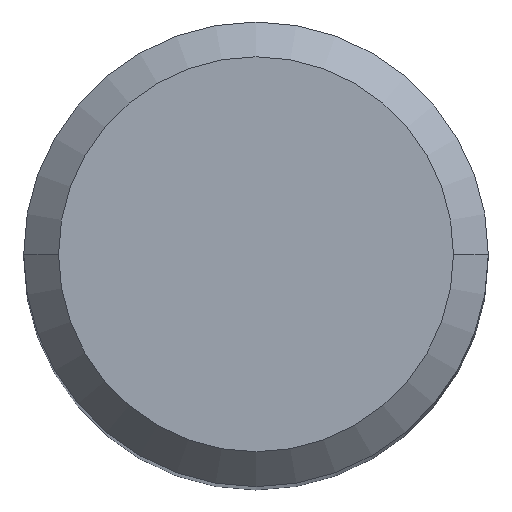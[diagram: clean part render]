
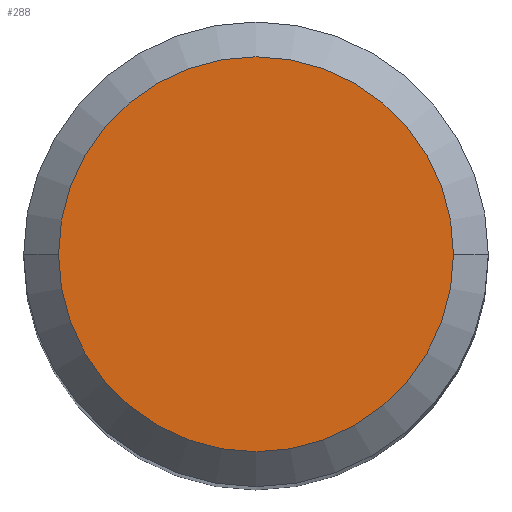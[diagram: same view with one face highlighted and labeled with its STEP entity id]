
A CAD part, top view. The second image highlights one B-rep face of the part: STEP entity #288.
In plain terms, the highlighted planar face has unit normal (0, 0, 1).
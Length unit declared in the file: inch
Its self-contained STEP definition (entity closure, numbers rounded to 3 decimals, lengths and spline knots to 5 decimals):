
#63 = CARTESIAN_POINT ( 'NONE',  ( 0., 0., 0. ) ) ;
#84 = ORIENTED_EDGE ( 'NONE', *, *, #128, .T. ) ;
#128 = EDGE_CURVE ( 'NONE', #214, #315, #284, .T. ) ;
#182 = CARTESIAN_POINT ( 'NONE',  ( 0., 0., 0. ) ) ;
#214 = VERTEX_POINT ( 'NONE', #273 ) ;
#235 = PLANE ( 'NONE',  #491 ) ;
#238 = AXIS2_PLACEMENT_3D ( 'NONE', #63, #399, #370 ) ;
#267 = DIRECTION ( 'NONE',  ( 0., 0., -1. ) ) ;
#269 = CIRCLE ( 'NONE', #340, 0.15937 ) ;
#271 = DIRECTION ( 'NONE',  ( -1., 0., 0. ) ) ;
#273 = CARTESIAN_POINT ( 'NONE',  ( 0.15937, 0., 0. ) ) ;
#282 = DIRECTION ( 'NONE',  ( 0., 0., 1. ) ) ;
#284 = CIRCLE ( 'NONE', #238, 0.15937 ) ;
#288 = ADVANCED_FACE ( 'NONE', ( #306 ), #235, .F. ) ;
#306 = FACE_OUTER_BOUND ( 'NONE', #489, .T. ) ;
#310 = ORIENTED_EDGE ( 'NONE', *, *, #400, .T. ) ;
#315 = VERTEX_POINT ( 'NONE', #378 ) ;
#340 = AXIS2_PLACEMENT_3D ( 'NONE', #182, #282, #354 ) ;
#348 = CARTESIAN_POINT ( 'NONE',  ( 0., 0., 0. ) ) ;
#354 = DIRECTION ( 'NONE',  ( 1., 0., 0. ) ) ;
#370 = DIRECTION ( 'NONE',  ( 1., 0., 0. ) ) ;
#378 = CARTESIAN_POINT ( 'NONE',  ( -0.15937, 0., 0. ) ) ;
#399 = DIRECTION ( 'NONE',  ( 0., 0., 1. ) ) ;
#400 = EDGE_CURVE ( 'NONE', #315, #214, #269, .T. ) ;
#489 = EDGE_LOOP ( 'NONE', ( #310, #84 ) ) ;
#491 = AXIS2_PLACEMENT_3D ( 'NONE', #348, #267, #271 ) ;
